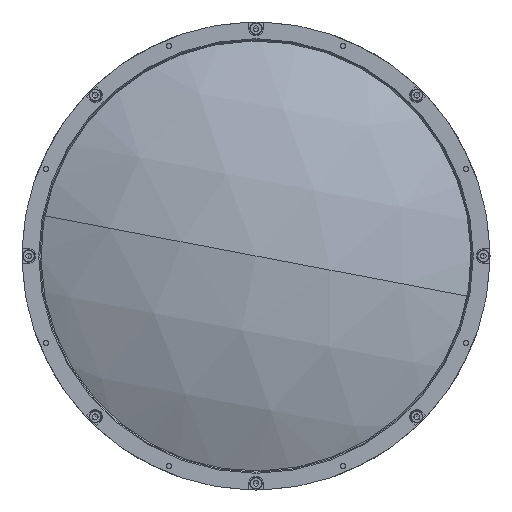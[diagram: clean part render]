
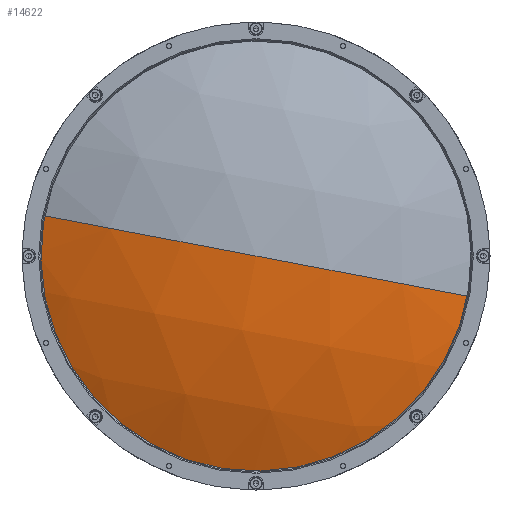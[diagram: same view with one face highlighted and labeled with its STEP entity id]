
A CAD part, left-side view. The second image highlights one B-rep face of the part: STEP entity #14622.
In plain terms, the highlighted spherical face has radius 231.3 mm.
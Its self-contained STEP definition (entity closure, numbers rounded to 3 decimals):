
#86 = DIRECTION ( 'NONE',  ( 0., 0.982, 0.187 ) ) ;
#651 = CIRCLE ( 'NONE', #17125, 98.5 ) ;
#2032 = CIRCLE ( 'NONE', #9183, 231.3 ) ;
#2051 = VERTEX_POINT ( 'NONE', #14325 ) ;
#2911 = CARTESIAN_POINT ( 'NONE',  ( 19.407, 96.77, 18.381 ) ) ;
#3052 = AXIS2_PLACEMENT_3D ( 'NONE', #15538, #6743, #17042 ) ;
#3226 = ORIENTED_EDGE ( 'NONE', *, *, #7404, .T. ) ;
#3635 = VERTEX_POINT ( 'NONE', #10200 ) ;
#3910 = SPHERICAL_SURFACE ( 'NONE', #10741, 231.3 ) ;
#4917 = VERTEX_POINT ( 'NONE', #2911 ) ;
#4928 = CARTESIAN_POINT ( 'NONE',  ( 19.407, 0., 0. ) ) ;
#6293 = EDGE_CURVE ( 'NONE', #4917, #3635, #16094, .T. ) ;
#6414 = DIRECTION ( 'NONE',  ( 0., 0.187, -0.982 ) ) ;
#6743 = DIRECTION ( 'NONE',  ( 0., -0.187, 0.982 ) ) ;
#7259 = EDGE_CURVE ( 'NONE', #2051, #3635, #2032, .T. ) ;
#7404 = EDGE_CURVE ( 'NONE', #4917, #2051, #651, .T. ) ;
#7972 = CARTESIAN_POINT ( 'NONE',  ( 228.685, 0., 0. ) ) ;
#8853 = ORIENTED_EDGE ( 'NONE', *, *, #7259, .T. ) ;
#8870 = DIRECTION ( 'NONE',  ( 0., 0.187, -0.982 ) ) ;
#9183 = AXIS2_PLACEMENT_3D ( 'NONE', #17756, #8870, #86 ) ;
#9454 = DIRECTION ( 'NONE',  ( 0., 0.982, 0.187 ) ) ;
#10200 = CARTESIAN_POINT ( 'NONE',  ( -2.615, 0., 0. ) ) ;
#10741 = AXIS2_PLACEMENT_3D ( 'NONE', #7972, #18314, #9454 ) ;
#14325 = CARTESIAN_POINT ( 'NONE',  ( 19.407, -96.77, -18.381 ) ) ;
#14622 = ADVANCED_FACE ( 'NONE', ( #15649 ), #3910, .T. ) ;
#15229 = DIRECTION ( 'NONE',  ( -1., 0., 0. ) ) ;
#15538 = CARTESIAN_POINT ( 'NONE',  ( 228.685, 0., 0. ) ) ;
#15649 = FACE_OUTER_BOUND ( 'NONE', #18892, .T. ) ;
#16094 = CIRCLE ( 'NONE', #3052, 231.3 ) ;
#17042 = DIRECTION ( 'NONE',  ( 0., -0.982, -0.187 ) ) ;
#17125 = AXIS2_PLACEMENT_3D ( 'NONE', #4928, #15229, #6414 ) ;
#17756 = CARTESIAN_POINT ( 'NONE',  ( 228.685, 0., 0. ) ) ;
#18314 = DIRECTION ( 'NONE',  ( 0., 0.187, -0.982 ) ) ;
#18844 = ORIENTED_EDGE ( 'NONE', *, *, #6293, .F. ) ;
#18892 = EDGE_LOOP ( 'NONE', ( #3226, #8853, #18844 ) ) ;
